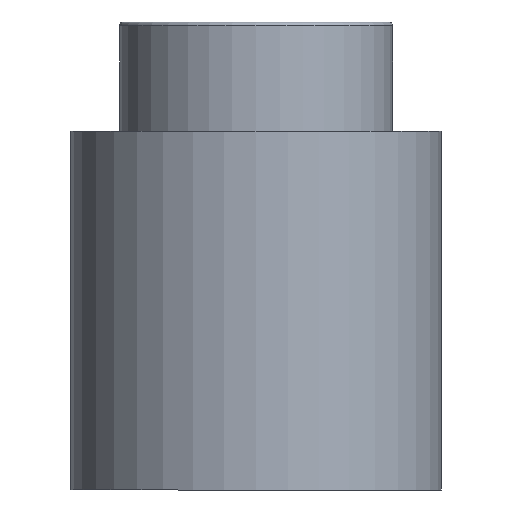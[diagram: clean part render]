
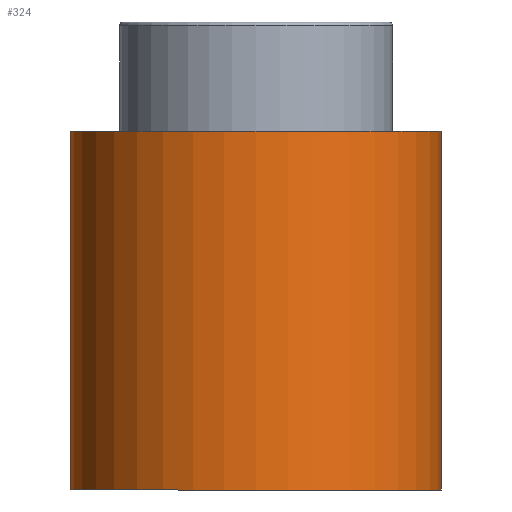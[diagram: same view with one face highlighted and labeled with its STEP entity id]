
A CAD part, front view. The second image highlights one B-rep face of the part: STEP entity #324.
In plain terms, the highlighted cylindrical face has radius 47.5 mm (diameter 95 mm), a partial arc.
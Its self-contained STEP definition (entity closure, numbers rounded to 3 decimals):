
#18 = CIRCLE ( 'NONE', #726, 47.5 ) ;
#53 = CARTESIAN_POINT ( 'NONE',  ( -47.5, 0., 92. ) ) ;
#64 = EDGE_CURVE ( 'NONE', #1139, #1190, #321, .T. ) ;
#77 = CARTESIAN_POINT ( 'NONE',  ( 0., 0., 0. ) ) ;
#84 = EDGE_CURVE ( 'NONE', #588, #1235, #551, .T. ) ;
#86 = CARTESIAN_POINT ( 'NONE',  ( 47.5, 0., 0. ) ) ;
#140 = CARTESIAN_POINT ( 'NONE',  ( -47.5, 0., 0. ) ) ;
#193 = ORIENTED_EDGE ( 'NONE', *, *, #404, .T. ) ;
#196 = CARTESIAN_POINT ( 'NONE',  ( 0., 0., 92. ) ) ;
#208 = DIRECTION ( 'NONE',  ( 0., 0., -1. ) ) ;
#235 = DIRECTION ( 'NONE',  ( 0., 0., -1. ) ) ;
#237 = CARTESIAN_POINT ( 'NONE',  ( 47.5, 0., 0. ) ) ;
#302 = DIRECTION ( 'NONE',  ( -1., 0., 0. ) ) ;
#321 = LINE ( 'NONE', #237, #825 ) ;
#324 = ADVANCED_FACE ( 'NONE', ( #345 ), #582, .T. ) ;
#339 = EDGE_CURVE ( 'NONE', #1190, #1235, #1152, .T. ) ;
#345 = FACE_OUTER_BOUND ( 'NONE', #762, .T. ) ;
#352 = ORIENTED_EDGE ( 'NONE', *, *, #64, .F. ) ;
#389 = DIRECTION ( 'NONE',  ( -1., 0., 0. ) ) ;
#404 = EDGE_CURVE ( 'NONE', #1139, #588, #18, .T. ) ;
#551 = LINE ( 'NONE', #140, #791 ) ;
#565 = AXIS2_PLACEMENT_3D ( 'NONE', #1256, #1270, #302 ) ;
#582 = CYLINDRICAL_SURFACE ( 'NONE', #565, 47.5 ) ;
#586 = CARTESIAN_POINT ( 'NONE',  ( 47.5, 0., 92. ) ) ;
#588 = VERTEX_POINT ( 'NONE', #53 ) ;
#680 = ORIENTED_EDGE ( 'NONE', *, *, #339, .F. ) ;
#718 = ORIENTED_EDGE ( 'NONE', *, *, #84, .T. ) ;
#726 = AXIS2_PLACEMENT_3D ( 'NONE', #196, #208, #948 ) ;
#762 = EDGE_LOOP ( 'NONE', ( #352, #193, #718, #680 ) ) ;
#775 = DIRECTION ( 'NONE',  ( 0., 0., -1. ) ) ;
#791 = VECTOR ( 'NONE', #775, 1000. ) ;
#825 = VECTOR ( 'NONE', #235, 1000. ) ;
#894 = AXIS2_PLACEMENT_3D ( 'NONE', #77, #895, #389 ) ;
#895 = DIRECTION ( 'NONE',  ( 0., 0., -1. ) ) ;
#948 = DIRECTION ( 'NONE',  ( -1., 0., 0. ) ) ;
#1002 = CARTESIAN_POINT ( 'NONE',  ( -47.5, 0., 0. ) ) ;
#1139 = VERTEX_POINT ( 'NONE', #586 ) ;
#1152 = CIRCLE ( 'NONE', #894, 47.5 ) ;
#1190 = VERTEX_POINT ( 'NONE', #86 ) ;
#1235 = VERTEX_POINT ( 'NONE', #1002 ) ;
#1256 = CARTESIAN_POINT ( 'NONE',  ( 0., 0., 0. ) ) ;
#1270 = DIRECTION ( 'NONE',  ( 0., 0., -1. ) ) ;
